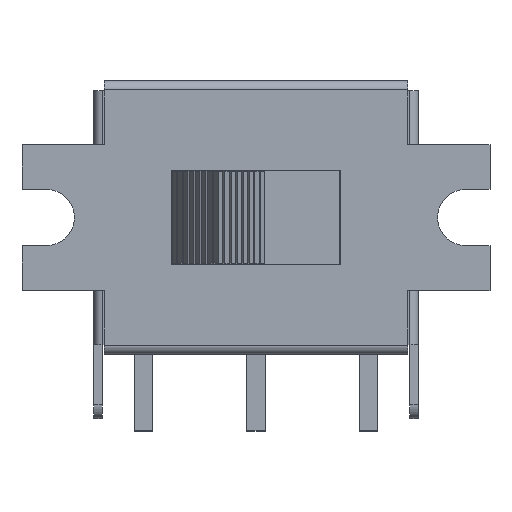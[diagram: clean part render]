
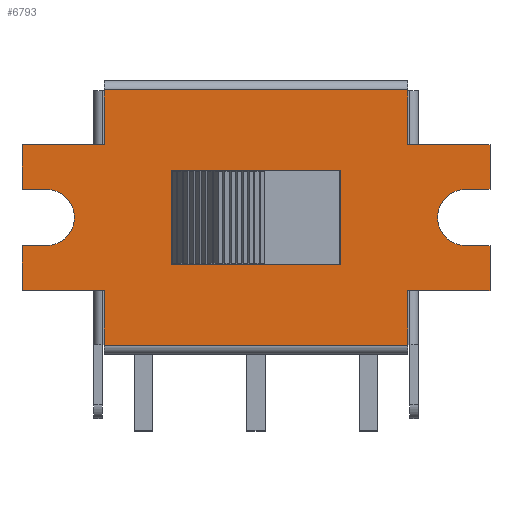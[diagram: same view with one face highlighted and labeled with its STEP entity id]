
A CAD part, top view. The second image highlights one B-rep face of the part: STEP entity #6793.
In plain terms, the highlighted planar face has unit normal (0, 0, 1).
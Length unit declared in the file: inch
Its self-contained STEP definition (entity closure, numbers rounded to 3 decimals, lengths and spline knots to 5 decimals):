
#27=FACE_BOUND('',#891,.T.);
#168=CIRCLE('',#7323,0.04626);
#169=CIRCLE('',#7324,0.04626);
#511=FACE_OUTER_BOUND('',#890,.T.);
#890=EDGE_LOOP('',(#5297,#5298,#5299,#5300,#5301,#5302,#5303,#5304,#5305,
#5306,#5307,#5308,#5309,#5310,#5311,#5312,#5313,#5314,#5315,#5316));
#891=EDGE_LOOP('',(#5317,#5318,#5319,#5320));
#1468=LINE('',#10508,#2286);
#1469=LINE('',#10511,#2287);
#1475=LINE('',#10522,#2293);
#1476=LINE('',#10524,#2294);
#1477=LINE('',#10526,#2295);
#1478=LINE('',#10528,#2296);
#1479=LINE('',#10532,#2297);
#1480=LINE('',#10534,#2298);
#1481=LINE('',#10536,#2299);
#1482=LINE('',#10538,#2300);
#1483=LINE('',#10540,#2301);
#1484=LINE('',#10542,#2302);
#1485=LINE('',#10544,#2303);
#1486=LINE('',#10546,#2304);
#1487=LINE('',#10548,#2305);
#1488=LINE('',#10552,#2306);
#1489=LINE('',#10554,#2307);
#1490=LINE('',#10555,#2308);
#1491=LINE('',#10558,#2309);
#1492=LINE('',#10560,#2310);
#1493=LINE('',#10562,#2311);
#1494=LINE('',#10563,#2312);
#2286=VECTOR('',#8585,0.3937);
#2287=VECTOR('',#8588,0.3937);
#2293=VECTOR('',#8596,0.3937);
#2294=VECTOR('',#8597,0.3937);
#2295=VECTOR('',#8598,0.3937);
#2296=VECTOR('',#8599,0.3937);
#2297=VECTOR('',#8602,0.3937);
#2298=VECTOR('',#8603,0.3937);
#2299=VECTOR('',#8604,0.3937);
#2300=VECTOR('',#8605,0.3937);
#2301=VECTOR('',#8606,0.3937);
#2302=VECTOR('',#8607,0.3937);
#2303=VECTOR('',#8608,0.3937);
#2304=VECTOR('',#8609,0.3937);
#2305=VECTOR('',#8610,0.3937);
#2306=VECTOR('',#8613,0.3937);
#2307=VECTOR('',#8614,0.3937);
#2308=VECTOR('',#8615,0.3937);
#2309=VECTOR('',#8616,0.3937);
#2310=VECTOR('',#8617,0.3937);
#2311=VECTOR('',#8618,0.3937);
#2312=VECTOR('',#8619,0.3937);
#3057=VERTEX_POINT('',#10501);
#3060=VERTEX_POINT('',#10506);
#3061=VERTEX_POINT('',#10510);
#3065=VERTEX_POINT('',#10521);
#3066=VERTEX_POINT('',#10523);
#3067=VERTEX_POINT('',#10525);
#3068=VERTEX_POINT('',#10527);
#3069=VERTEX_POINT('',#10529);
#3070=VERTEX_POINT('',#10531);
#3071=VERTEX_POINT('',#10533);
#3072=VERTEX_POINT('',#10535);
#3073=VERTEX_POINT('',#10537);
#3074=VERTEX_POINT('',#10539);
#3075=VERTEX_POINT('',#10541);
#3076=VERTEX_POINT('',#10543);
#3077=VERTEX_POINT('',#10545);
#3078=VERTEX_POINT('',#10547);
#3079=VERTEX_POINT('',#10549);
#3080=VERTEX_POINT('',#10551);
#3081=VERTEX_POINT('',#10553);
#3082=VERTEX_POINT('',#10556);
#3083=VERTEX_POINT('',#10557);
#3084=VERTEX_POINT('',#10559);
#3085=VERTEX_POINT('',#10561);
#3872=EDGE_CURVE('',#3060,#3057,#1468,.T.);
#3873=EDGE_CURVE('',#3057,#3061,#1469,.T.);
#3879=EDGE_CURVE('',#3065,#3060,#1475,.T.);
#3880=EDGE_CURVE('',#3066,#3065,#1476,.T.);
#3881=EDGE_CURVE('',#3067,#3066,#1477,.T.);
#3882=EDGE_CURVE('',#3068,#3067,#1478,.T.);
#3883=EDGE_CURVE('',#3069,#3068,#168,.T.);
#3884=EDGE_CURVE('',#3070,#3069,#1479,.T.);
#3885=EDGE_CURVE('',#3071,#3070,#1480,.T.);
#3886=EDGE_CURVE('',#3072,#3071,#1481,.T.);
#3887=EDGE_CURVE('',#3073,#3072,#1482,.T.);
#3888=EDGE_CURVE('',#3074,#3073,#1483,.T.);
#3889=EDGE_CURVE('',#3075,#3074,#1484,.T.);
#3890=EDGE_CURVE('',#3076,#3075,#1485,.T.);
#3891=EDGE_CURVE('',#3077,#3076,#1486,.T.);
#3892=EDGE_CURVE('',#3078,#3077,#1487,.T.);
#3893=EDGE_CURVE('',#3079,#3078,#169,.T.);
#3894=EDGE_CURVE('',#3080,#3079,#1488,.T.);
#3895=EDGE_CURVE('',#3081,#3080,#1489,.T.);
#3896=EDGE_CURVE('',#3061,#3081,#1490,.T.);
#3897=EDGE_CURVE('',#3082,#3083,#1491,.T.);
#3898=EDGE_CURVE('',#3083,#3084,#1492,.T.);
#3899=EDGE_CURVE('',#3084,#3085,#1493,.T.);
#3900=EDGE_CURVE('',#3085,#3082,#1494,.T.);
#5297=ORIENTED_EDGE('',*,*,#3872,.F.);
#5298=ORIENTED_EDGE('',*,*,#3879,.F.);
#5299=ORIENTED_EDGE('',*,*,#3880,.F.);
#5300=ORIENTED_EDGE('',*,*,#3881,.F.);
#5301=ORIENTED_EDGE('',*,*,#3882,.F.);
#5302=ORIENTED_EDGE('',*,*,#3883,.F.);
#5303=ORIENTED_EDGE('',*,*,#3884,.F.);
#5304=ORIENTED_EDGE('',*,*,#3885,.F.);
#5305=ORIENTED_EDGE('',*,*,#3886,.F.);
#5306=ORIENTED_EDGE('',*,*,#3887,.F.);
#5307=ORIENTED_EDGE('',*,*,#3888,.F.);
#5308=ORIENTED_EDGE('',*,*,#3889,.F.);
#5309=ORIENTED_EDGE('',*,*,#3890,.F.);
#5310=ORIENTED_EDGE('',*,*,#3891,.F.);
#5311=ORIENTED_EDGE('',*,*,#3892,.F.);
#5312=ORIENTED_EDGE('',*,*,#3893,.F.);
#5313=ORIENTED_EDGE('',*,*,#3894,.F.);
#5314=ORIENTED_EDGE('',*,*,#3895,.F.);
#5315=ORIENTED_EDGE('',*,*,#3896,.F.);
#5316=ORIENTED_EDGE('',*,*,#3873,.F.);
#5317=ORIENTED_EDGE('',*,*,#3897,.T.);
#5318=ORIENTED_EDGE('',*,*,#3898,.T.);
#5319=ORIENTED_EDGE('',*,*,#3899,.T.);
#5320=ORIENTED_EDGE('',*,*,#3900,.T.);
#6440=PLANE('',#7322);
#6793=ADVANCED_FACE('',(#511,#27),#6440,.T.);
#7322=AXIS2_PLACEMENT_3D('',#10520,#8594,#8595);
#7323=AXIS2_PLACEMENT_3D('',#10530,#8600,#8601);
#7324=AXIS2_PLACEMENT_3D('',#10550,#8611,#8612);
#8585=DIRECTION('',(-1.,0.,0.));
#8588=DIRECTION('',(0.,1.,0.));
#8594=DIRECTION('center_axis',(0.,0.,
1.));
#8595=DIRECTION('ref_axis',(-1.,0.,0.));
#8596=DIRECTION('',(0.,-1.,0.));
#8597=DIRECTION('',(-1.,0.,0.));
#8598=DIRECTION('',(0.,-1.,0.));
#8599=DIRECTION('',(1.,0.,0.));
#8600=DIRECTION('center_axis',(0.,0.,
1.));
#8601=DIRECTION('ref_axis',(0.,1.,0.));
#8602=DIRECTION('',(-1.,0.,0.));
#8603=DIRECTION('',(0.,-1.,0.));
#8604=DIRECTION('',(1.,0.,0.));
#8605=DIRECTION('',(0.,-1.,0.));
#8606=DIRECTION('',(1.,0.,0.));
#8607=DIRECTION('',(0.,1.,0.));
#8608=DIRECTION('',(1.,0.,0.));
#8609=DIRECTION('',(0.,1.,0.));
#8610=DIRECTION('',(-1.,0.,0.));
#8611=DIRECTION('center_axis',(0.,0.,
1.));
#8612=DIRECTION('ref_axis',(0.,-1.,0.));
#8613=DIRECTION('',(1.,0.,0.));
#8614=DIRECTION('',(0.,1.,0.));
#8615=DIRECTION('',(-1.,0.,0.));
#8616=DIRECTION('',(0.,1.,0.));
#8617=DIRECTION('',(1.,0.,0.));
#8618=DIRECTION('',(0.,-1.,0.));
#8619=DIRECTION('',(-1.,0.,0.));
#10501=CARTESIAN_POINT('',(-0.25,-0.21004,0.31417));
#10506=CARTESIAN_POINT('',(0.25,-0.21004,0.31417));
#10508=CARTESIAN_POINT('',(0.125,-0.21004,0.31417));
#10510=CARTESIAN_POINT('',(-0.25,-0.12008,0.31417));
#10511=CARTESIAN_POINT('',(-0.25,-0.225,0.31417));
#10520=CARTESIAN_POINT('Origin',(0.,0.,
0.31417));
#10521=CARTESIAN_POINT('',(0.25,-0.12008,0.31417));
#10522=CARTESIAN_POINT('',(0.25,-0.12008,0.31417));
#10523=CARTESIAN_POINT('',(0.38504,-0.12008,0.31417));
#10524=CARTESIAN_POINT('',(0.38504,-0.12008,0.31417));
#10525=CARTESIAN_POINT('',(0.38504,-0.04626,0.31417));
#10526=CARTESIAN_POINT('',(0.38504,-0.04626,0.31417));
#10527=CARTESIAN_POINT('',(0.34508,-0.04626,0.31417));
#10528=CARTESIAN_POINT('',(0.34508,-0.04626,0.31417));
#10529=CARTESIAN_POINT('',(0.34508,0.04626,0.31417));
#10530=CARTESIAN_POINT('Origin',(0.34508,0.,
0.31417));
#10531=CARTESIAN_POINT('',(0.38504,0.04626,0.31417));
#10532=CARTESIAN_POINT('',(0.38504,0.04626,0.31417));
#10533=CARTESIAN_POINT('',(0.38504,0.12008,0.31417));
#10534=CARTESIAN_POINT('',(0.38504,0.12008,0.31417));
#10535=CARTESIAN_POINT('',(0.25,0.12008,0.31417));
#10536=CARTESIAN_POINT('',(0.25,0.12008,0.31417));
#10537=CARTESIAN_POINT('',(0.25,0.21004,0.31417));
#10538=CARTESIAN_POINT('',(0.25,0.225,0.31417));
#10539=CARTESIAN_POINT('',(-0.25,0.21004,0.31417));
#10540=CARTESIAN_POINT('',(-0.125,0.21004,0.31417));
#10541=CARTESIAN_POINT('',(-0.25,0.12008,0.31417));
#10542=CARTESIAN_POINT('',(-0.25,0.12008,0.31417));
#10543=CARTESIAN_POINT('',(-0.38504,0.12008,0.31417));
#10544=CARTESIAN_POINT('',(-0.38504,0.12008,0.31417));
#10545=CARTESIAN_POINT('',(-0.38504,0.04626,0.31417));
#10546=CARTESIAN_POINT('',(-0.38504,0.04626,0.31417));
#10547=CARTESIAN_POINT('',(-0.34508,0.04626,0.31417));
#10548=CARTESIAN_POINT('',(-0.34508,0.04626,0.31417));
#10549=CARTESIAN_POINT('',(-0.34508,-0.04626,0.31417));
#10550=CARTESIAN_POINT('Origin',(-0.34508,0.,
0.31417));
#10551=CARTESIAN_POINT('',(-0.38504,-0.04626,0.31417));
#10552=CARTESIAN_POINT('',(-0.38504,-0.04626,0.31417));
#10553=CARTESIAN_POINT('',(-0.38504,-0.12008,0.31417));
#10554=CARTESIAN_POINT('',(-0.38504,-0.12008,0.31417));
#10555=CARTESIAN_POINT('',(-0.25,-0.12008,0.31417));
#10556=CARTESIAN_POINT('',(-0.13976,-0.07795,0.31417));
#10557=CARTESIAN_POINT('',(-0.13976,0.07795,0.31417));
#10558=CARTESIAN_POINT('',(-0.13976,-0.03898,0.31417));
#10559=CARTESIAN_POINT('',(0.13976,0.07795,0.31417));
#10560=CARTESIAN_POINT('',(-0.06988,0.07795,0.31417));
#10561=CARTESIAN_POINT('',(0.13976,-0.07795,0.31417));
#10562=CARTESIAN_POINT('',(0.13976,0.03898,0.31417));
#10563=CARTESIAN_POINT('',(0.06988,-0.07795,0.31417));
